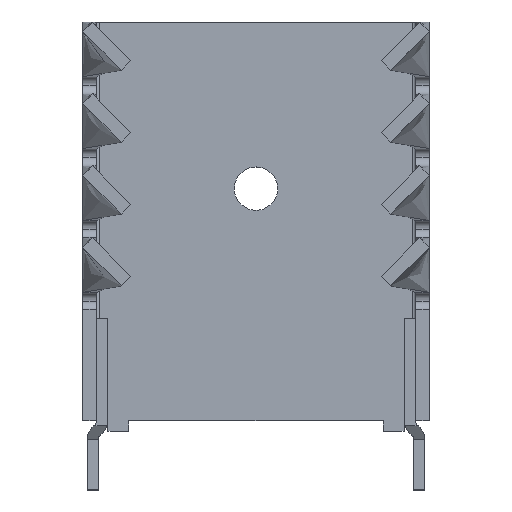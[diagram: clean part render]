
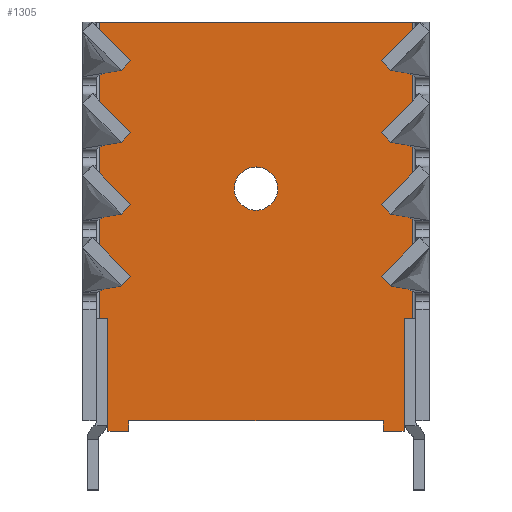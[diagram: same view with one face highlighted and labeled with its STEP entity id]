
A CAD part, top view. The second image highlights one B-rep face of the part: STEP entity #1305.
In plain terms, the highlighted planar face has unit normal (0, 0, 1).
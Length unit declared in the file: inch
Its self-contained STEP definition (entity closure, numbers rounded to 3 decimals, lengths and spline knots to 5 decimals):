
#44 = ORIENTED_EDGE ( 'NONE', *, *, #5201, .T. ) ;
#68 = VECTOR ( 'NONE', #4944, 39.37008 ) ;
#86 = ORIENTED_EDGE ( 'NONE', *, *, #2207, .F. ) ;
#100 = VERTEX_POINT ( 'NONE', #388 ) ;
#220 = DIRECTION ( 'NONE',  ( 0., -1., 0. ) ) ;
#231 = FACE_OUTER_BOUND ( 'NONE', #5622, .T. ) ;
#251 = EDGE_CURVE ( 'NONE', #4880, #1403, #3029, .T. ) ;
#317 = CIRCLE ( 'NONE', #703, 0.0625 ) ;
#358 = EDGE_CURVE ( 'NONE', #4166, #3356, #317, .T. ) ;
#386 = DIRECTION ( 'NONE',  ( 1., 0., 0. ) ) ;
#388 = CARTESIAN_POINT ( 'NONE',  ( -0.42717, 0., -0.46063 ) ) ;
#413 = CARTESIAN_POINT ( 'NONE',  ( 0.45276, 0.03, -0.46063 ) ) ;
#563 = ORIENTED_EDGE ( 'NONE', *, *, #3736, .T. ) ;
#582 = VERTEX_POINT ( 'NONE', #5031 ) ;
#593 = VECTOR ( 'NONE', #2717, 39.37008 ) ;
#655 = EDGE_CURVE ( 'NONE', #5477, #4880, #5120, .T. ) ;
#698 = VERTEX_POINT ( 'NONE', #1554 ) ;
#703 = AXIS2_PLACEMENT_3D ( 'NONE', #4946, #4111, #1514 ) ;
#728 = ORIENTED_EDGE ( 'NONE', *, *, #2997, .T. ) ;
#1004 = VECTOR ( 'NONE', #3047, 39.37008 ) ;
#1016 = DIRECTION ( 'NONE',  ( 0., -1., 0. ) ) ;
#1113 = CARTESIAN_POINT ( 'NONE',  ( -0.5, 1.17992, -0.46063 ) ) ;
#1135 = CARTESIAN_POINT ( 'NONE',  ( 0.0625, 0.7, -0.46063 ) ) ;
#1141 = AXIS2_PLACEMENT_3D ( 'NONE', #3083, #5621, #386 ) ;
#1181 = DIRECTION ( 'NONE',  ( -1., 0., 0. ) ) ;
#1305 = ADVANCED_FACE ( 'NONE', ( #231, #4898 ), #3854, .T. ) ;
#1347 = LINE ( 'NONE', #2902, #4363 ) ;
#1395 = VECTOR ( 'NONE', #2240, 39.37008 ) ;
#1403 = VERTEX_POINT ( 'NONE', #5196 ) ;
#1511 = VERTEX_POINT ( 'NONE', #4726 ) ;
#1514 = DIRECTION ( 'NONE',  ( 1., 0., 0. ) ) ;
#1554 = CARTESIAN_POINT ( 'NONE',  ( -0.3675, 0.03, -0.46063 ) ) ;
#1575 = CARTESIAN_POINT ( 'NONE',  ( -0.5, 0., -0.46063 ) ) ;
#1674 = LINE ( 'NONE', #2752, #4278 ) ;
#1824 = VERTEX_POINT ( 'NONE', #3225 ) ;
#1851 = DIRECTION ( 'NONE',  ( 0., -1., 0. ) ) ;
#1914 = CARTESIAN_POINT ( 'NONE',  ( -0.45276, 1.17992, -0.46063 ) ) ;
#1916 = CARTESIAN_POINT ( 'NONE',  ( 0.42717, 1.17992, -0.46063 ) ) ;
#1963 = CARTESIAN_POINT ( 'NONE',  ( 0.42717, 0., -0.46063 ) ) ;
#2043 = DIRECTION ( 'NONE',  ( -1., 0., 0. ) ) ;
#2045 = CARTESIAN_POINT ( 'NONE',  ( 0.45276, 1.17992, -0.46063 ) ) ;
#2207 = EDGE_CURVE ( 'NONE', #4149, #4902, #4433, .T. ) ;
#2240 = DIRECTION ( 'NONE',  ( 0., -1., 0. ) ) ;
#2337 = ORIENTED_EDGE ( 'NONE', *, *, #3878, .F. ) ;
#2339 = EDGE_CURVE ( 'NONE', #582, #698, #3241, .T. ) ;
#2348 = ORIENTED_EDGE ( 'NONE', *, *, #5662, .T. ) ;
#2509 = LINE ( 'NONE', #4476, #3799 ) ;
#2647 = VECTOR ( 'NONE', #3597, 39.37008 ) ;
#2717 = DIRECTION ( 'NONE',  ( 0., 1., 0. ) ) ;
#2748 = ORIENTED_EDGE ( 'NONE', *, *, #3053, .F. ) ;
#2752 = CARTESIAN_POINT ( 'NONE',  ( -0.45276, 1.17992, -0.46063 ) ) ;
#2810 = DIRECTION ( 'NONE',  ( 1., 0., 0. ) ) ;
#2902 = CARTESIAN_POINT ( 'NONE',  ( -0.5, 0.03, -0.46063 ) ) ;
#2997 = EDGE_CURVE ( 'NONE', #1824, #4162, #3708, .T. ) ;
#3002 = EDGE_LOOP ( 'NONE', ( #4245, #3615 ) ) ;
#3029 = LINE ( 'NONE', #4930, #593 ) ;
#3047 = DIRECTION ( 'NONE',  ( 1., 0., 0. ) ) ;
#3053 = EDGE_CURVE ( 'NONE', #1511, #5477, #4905, .T. ) ;
#3083 = CARTESIAN_POINT ( 'NONE',  ( -0.5, 1.17992, -0.46063 ) ) ;
#3225 = CARTESIAN_POINT ( 'NONE',  ( -0.45276, 0.03, -0.46063 ) ) ;
#3241 = LINE ( 'NONE', #4957, #2647 ) ;
#3356 = VERTEX_POINT ( 'NONE', #4720 ) ;
#3510 = LINE ( 'NONE', #1113, #5193 ) ;
#3561 = CARTESIAN_POINT ( 'NONE',  ( -0.5, 0.03, -0.46063 ) ) ;
#3566 = EDGE_CURVE ( 'NONE', #4902, #1511, #5411, .T. ) ;
#3597 = DIRECTION ( 'NONE',  ( 0., 1., 0. ) ) ;
#3615 = ORIENTED_EDGE ( 'NONE', *, *, #5148, .F. ) ;
#3685 = CARTESIAN_POINT ( 'NONE',  ( 0.45276, 1.17992, -0.46063 ) ) ;
#3708 = LINE ( 'NONE', #3912, #1004 ) ;
#3710 = ORIENTED_EDGE ( 'NONE', *, *, #3566, .F. ) ;
#3736 = EDGE_CURVE ( 'NONE', #100, #582, #3876, .T. ) ;
#3752 = CARTESIAN_POINT ( 'NONE',  ( -0.42717, 0.03, -0.46063 ) ) ;
#3775 = DIRECTION ( 'NONE',  ( -1., 0., 0. ) ) ;
#3798 = VECTOR ( 'NONE', #220, 39.37008 ) ;
#3799 = VECTOR ( 'NONE', #1851, 39.37008 ) ;
#3854 = PLANE ( 'NONE',  #1141 ) ;
#3876 = LINE ( 'NONE', #5426, #5603 ) ;
#3878 = EDGE_CURVE ( 'NONE', #1403, #698, #1347, .T. ) ;
#3912 = CARTESIAN_POINT ( 'NONE',  ( 0.5, 0.03, -0.46063 ) ) ;
#4012 = VERTEX_POINT ( 'NONE', #1914 ) ;
#4071 = ORIENTED_EDGE ( 'NONE', *, *, #251, .F. ) ;
#4077 = DIRECTION ( 'NONE',  ( 1., 0., 0. ) ) ;
#4107 = ORIENTED_EDGE ( 'NONE', *, *, #4542, .T. ) ;
#4111 = DIRECTION ( 'NONE',  ( 0., 0., 1. ) ) ;
#4149 = VERTEX_POINT ( 'NONE', #2045 ) ;
#4162 = VERTEX_POINT ( 'NONE', #3752 ) ;
#4166 = VERTEX_POINT ( 'NONE', #1135 ) ;
#4245 = ORIENTED_EDGE ( 'NONE', *, *, #358, .F. ) ;
#4278 = VECTOR ( 'NONE', #1016, 39.37008 ) ;
#4353 = CARTESIAN_POINT ( 'NONE',  ( 0.3675, 0., -0.46063 ) ) ;
#4363 = VECTOR ( 'NONE', #1181, 39.37008 ) ;
#4433 = LINE ( 'NONE', #3685, #3798 ) ;
#4476 = CARTESIAN_POINT ( 'NONE',  ( -0.42717, 1.17992, -0.46063 ) ) ;
#4504 = AXIS2_PLACEMENT_3D ( 'NONE', #4567, #4530, #2810 ) ;
#4530 = DIRECTION ( 'NONE',  ( 0., 0., 1. ) ) ;
#4542 = EDGE_CURVE ( 'NONE', #4162, #100, #2509, .T. ) ;
#4567 = CARTESIAN_POINT ( 'NONE',  ( 0., 0.7, -0.46063 ) ) ;
#4720 = CARTESIAN_POINT ( 'NONE',  ( -0.0625, 0.7, -0.46063 ) ) ;
#4726 = CARTESIAN_POINT ( 'NONE',  ( 0.42717, 0.03, -0.46063 ) ) ;
#4880 = VERTEX_POINT ( 'NONE', #4353 ) ;
#4898 = FACE_BOUND ( 'NONE', #3002, .T. ) ;
#4902 = VERTEX_POINT ( 'NONE', #413 ) ;
#4905 = LINE ( 'NONE', #1916, #1395 ) ;
#4930 = CARTESIAN_POINT ( 'NONE',  ( 0.3675, 1.17992, -0.46063 ) ) ;
#4944 = DIRECTION ( 'NONE',  ( -1., 0., 0. ) ) ;
#4946 = CARTESIAN_POINT ( 'NONE',  ( 0., 0.7, -0.46063 ) ) ;
#4957 = CARTESIAN_POINT ( 'NONE',  ( -0.3675, 1.17992, -0.46063 ) ) ;
#5031 = CARTESIAN_POINT ( 'NONE',  ( -0.3675, 0., -0.46063 ) ) ;
#5035 = ORIENTED_EDGE ( 'NONE', *, *, #655, .F. ) ;
#5120 = LINE ( 'NONE', #1575, #5260 ) ;
#5148 = EDGE_CURVE ( 'NONE', #3356, #4166, #5457, .T. ) ;
#5193 = VECTOR ( 'NONE', #2043, 39.37008 ) ;
#5196 = CARTESIAN_POINT ( 'NONE',  ( 0.3675, 0.03, -0.46063 ) ) ;
#5201 = EDGE_CURVE ( 'NONE', #4012, #1824, #1674, .T. ) ;
#5260 = VECTOR ( 'NONE', #3775, 39.37008 ) ;
#5411 = LINE ( 'NONE', #3561, #68 ) ;
#5426 = CARTESIAN_POINT ( 'NONE',  ( 0.5, 0., -0.46063 ) ) ;
#5429 = ORIENTED_EDGE ( 'NONE', *, *, #2339, .T. ) ;
#5457 = CIRCLE ( 'NONE', #4504, 0.0625 ) ;
#5477 = VERTEX_POINT ( 'NONE', #1963 ) ;
#5603 = VECTOR ( 'NONE', #4077, 39.37008 ) ;
#5621 = DIRECTION ( 'NONE',  ( 0., 0., 1. ) ) ;
#5622 = EDGE_LOOP ( 'NONE', ( #2348, #44, #728, #4107, #563, #5429, #2337, #4071, #5035, #2748, #3710, #86 ) ) ;
#5662 = EDGE_CURVE ( 'NONE', #4149, #4012, #3510, .T. ) ;
